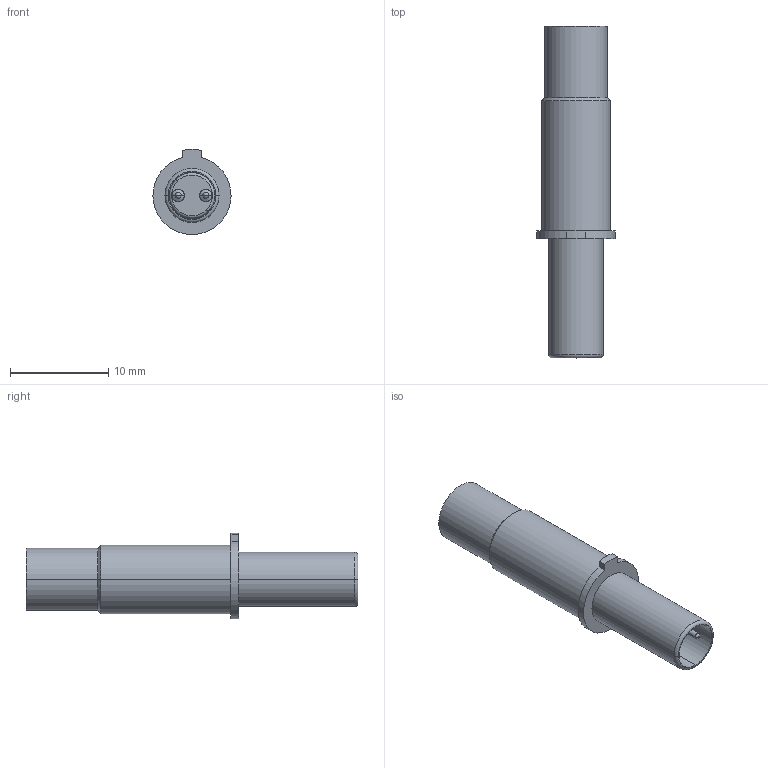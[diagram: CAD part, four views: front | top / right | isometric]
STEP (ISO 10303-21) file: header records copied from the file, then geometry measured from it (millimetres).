
FILE_DESCRIPTION((''),'2;1');
FILE_NAME('00171472202','2020-09-17T',('presta_be4'),(''),'CREO PARAMETRIC BY PTC INC, 2018360','CREO PARAMETRIC BY PTC INC, 2018360','');
FILE_SCHEMA(('CONFIG_CONTROL_DESIGN'));
Length unit declared in the file: millimetre
Products named in the file (1): 00171472202
Bounding box: 7.97 x 33.85 x 8.68 mm (x, y, z)
Volume: 602 mm3; surface area: 2008.1 mm2
Topology: 4 solids, 4 shells, 144 faces, 348 edges, 218 vertices
Faces by surface type: cylinder 66, plane 52, cone 14, torus 8, bspline 4
Entity records: 4697 total; most frequent: CARTESIAN_POINT 1236, DIRECTION 747, ORIENTED_EDGE 688, EDGE_CURVE 344, AXIS2_PLACEMENT_3D 291, VERTEX_POINT 218, VECTOR 165, LINE 165
